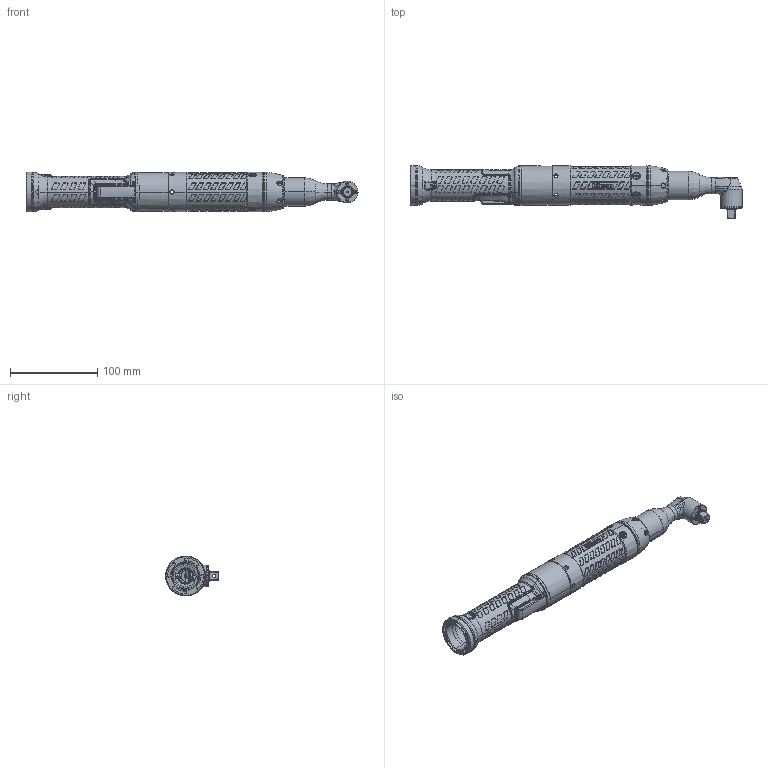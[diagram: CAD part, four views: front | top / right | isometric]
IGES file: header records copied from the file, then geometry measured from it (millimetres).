
Start section:  PTC IGES file: 30ean06ea3.igs
Global section: file name: 30ean06ea3.igs; native system: Creo Parametric by PTC Inc.; preprocessor: 2016050; author: D0L91; organization: Unknown; date: 20170608.145449; units: inch
Bounding box: 380 x 60.16 x 45.55 mm (x, y, z)
Volume: 118350.4 mm3; surface area: 122771.5 mm2
Topology: 8 solids, 9 shells, 4202 faces, 10187 edges, 6148 vertices
Faces by surface type: bspline 2210, revolution 1499, extrusion 493
